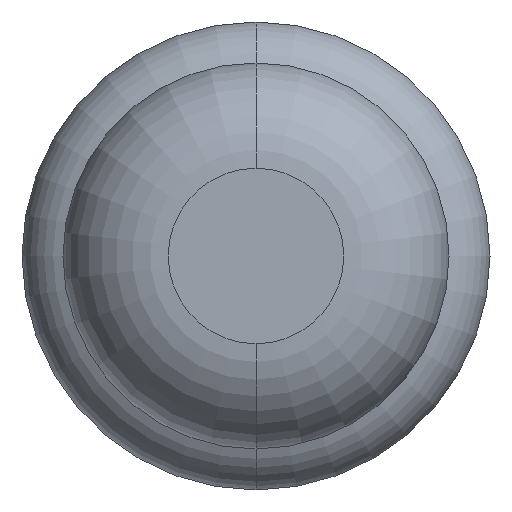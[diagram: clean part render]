
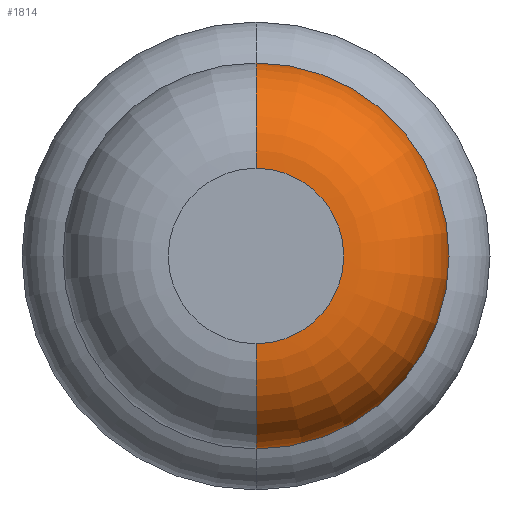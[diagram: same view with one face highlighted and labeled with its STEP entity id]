
A CAD part, front view. The second image highlights one B-rep face of the part: STEP entity #1814.
In plain terms, the highlighted toroidal (fillet/blend) face has major radius 0.375 mm and minor radius 0.45 mm.
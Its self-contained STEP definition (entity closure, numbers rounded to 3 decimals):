
#29 = EDGE_CURVE ( 'Defeature ausgef�hrt1_3+Defeature ausgef�hrt1_2+Defeature ausgef�hrt1_2+Defeature ausgef�hrt1_2', #535, #1420, #1456, .T. ) ;
#174 = DIRECTION ( 'NONE',  ( 0., 1., 0. ) ) ;
#372 = DIRECTION ( 'NONE',  ( 0., 0., -1. ) ) ;
#410 = ORIENTED_EDGE ( 'NONE', *, *, #1883, .F. ) ;
#430 = VERTEX_POINT ( 'NONE', #3342 ) ;
#535 = VERTEX_POINT ( 'NONE', #848 ) ;
#554 = EDGE_LOOP ( 'NONE', ( #3202, #2116, #2929, #410 ) ) ;
#620 = CARTESIAN_POINT ( 'NONE',  ( 0., -24., 0.375 ) ) ;
#683 = CIRCLE ( 'NONE', #2118, 0.45 ) ;
#848 = CARTESIAN_POINT ( 'NONE',  ( 0., -23.55, 0.825 ) ) ;
#925 = DIRECTION ( 'NONE',  ( 0., 0., 1. ) ) ;
#971 = DIRECTION ( 'NONE',  ( 1., 0., 0. ) ) ;
#1220 = DIRECTION ( 'NONE',  ( -1., 0., 0. ) ) ;
#1237 = CIRCLE ( 'NONE', #1764, 0.45 ) ;
#1290 = AXIS2_PLACEMENT_3D ( 'NONE', #3366, #174, #3712 ) ;
#1420 = VERTEX_POINT ( 'NONE', #3064 ) ;
#1456 = CIRCLE ( 'NONE', #1290, 0.825 ) ;
#1633 = AXIS2_PLACEMENT_3D ( 'NONE', #2279, #2897, #3541 ) ;
#1764 = AXIS2_PLACEMENT_3D ( 'NONE', #2735, #971, #372 ) ;
#1814 = ADVANCED_FACE ( 'Defeature ausgef�hrt1_2', ( #1991 ), #2209, .T. ) ;
#1883 = EDGE_CURVE ( 'NONE', #1916, #535, #683, .T. ) ;
#1916 = VERTEX_POINT ( 'NONE', #620 ) ;
#1991 = FACE_OUTER_BOUND ( 'NONE', #554, .T. ) ;
#2116 = ORIENTED_EDGE ( 'NONE', *, *, #2397, .T. ) ;
#2118 = AXIS2_PLACEMENT_3D ( 'NONE', #2428, #1220, #925 ) ;
#2209 = TOROIDAL_SURFACE ( 'NONE', #2353, 0.375, 0.45 ) ;
#2279 = CARTESIAN_POINT ( 'NONE',  ( 0., -24., 0. ) ) ;
#2353 = AXIS2_PLACEMENT_3D ( 'NONE', #3520, #2615, #2657 ) ;
#2397 = EDGE_CURVE ( 'NONE', #430, #1420, #1237, .T. ) ;
#2427 = CIRCLE ( 'NONE', #1633, 0.375 ) ;
#2428 = CARTESIAN_POINT ( 'NONE',  ( 0., -23.55, 0.375 ) ) ;
#2584 = EDGE_CURVE ( 'Defeature ausgef�hrt1_2+Defeature ausgef�hrt1_1+Defeature ausgef�hrt1_1+Defeature ausgef�hrt1_1', #1916, #430, #2427, .T. ) ;
#2615 = DIRECTION ( 'NONE',  ( 0., 1., 0. ) ) ;
#2657 = DIRECTION ( 'NONE',  ( 0., 0., 1. ) ) ;
#2735 = CARTESIAN_POINT ( 'NONE',  ( 0., -23.55, -0.375 ) ) ;
#2897 = DIRECTION ( 'NONE',  ( 0., 1., 0. ) ) ;
#2929 = ORIENTED_EDGE ( 'NONE', *, *, #29, .F. ) ;
#3064 = CARTESIAN_POINT ( 'NONE',  ( 0., -23.55, -0.825 ) ) ;
#3202 = ORIENTED_EDGE ( 'NONE', *, *, #2584, .T. ) ;
#3342 = CARTESIAN_POINT ( 'NONE',  ( 0., -24., -0.375 ) ) ;
#3366 = CARTESIAN_POINT ( 'NONE',  ( 0., -23.55, 0. ) ) ;
#3520 = CARTESIAN_POINT ( 'NONE',  ( 0., -23.55, 0. ) ) ;
#3541 = DIRECTION ( 'NONE',  ( 0., 0., 1. ) ) ;
#3712 = DIRECTION ( 'NONE',  ( 0., 0., 1. ) ) ;
